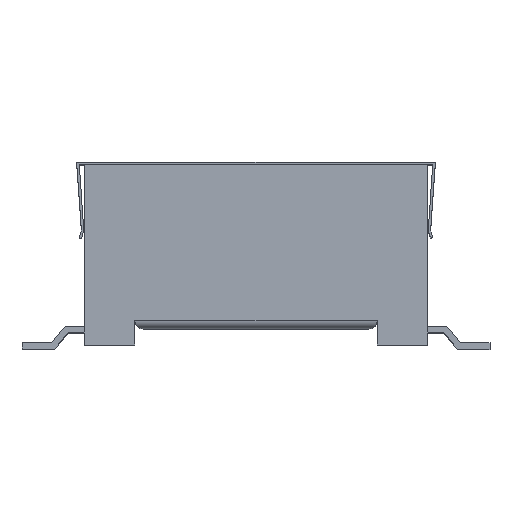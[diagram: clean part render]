
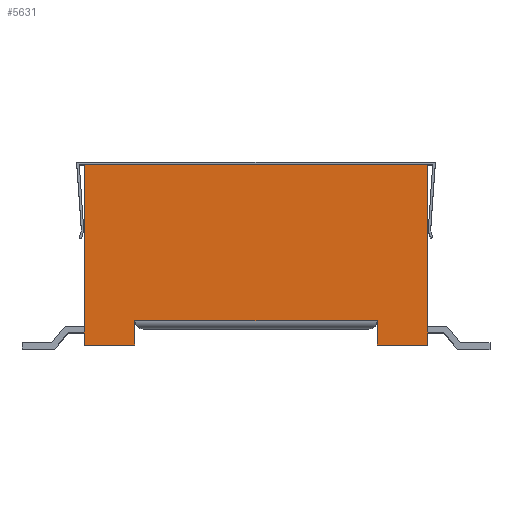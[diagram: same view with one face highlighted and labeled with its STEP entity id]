
A CAD part, top view. The second image highlights one B-rep face of the part: STEP entity #5631.
In plain terms, the highlighted planar face has unit normal (0, 0, 1).
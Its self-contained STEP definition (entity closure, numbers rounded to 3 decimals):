
#209 = VERTEX_POINT ( 'NONE', #332 ) ;
#210 = VECTOR ( 'NONE', #6769, 1000. ) ;
#332 = CARTESIAN_POINT ( 'NONE',  ( -7.425, 1.5, 10.285 ) ) ;
#358 = CARTESIAN_POINT ( 'NONE',  ( 10.5, 11.03, 10.285 ) ) ;
#433 = CARTESIAN_POINT ( 'NONE',  ( -10.5, 11.03, 10.285 ) ) ;
#502 = VECTOR ( 'NONE', #7417, 1000. ) ;
#561 = VECTOR ( 'NONE', #11194, 1000. ) ;
#587 = DIRECTION ( 'NONE',  ( -1., 0., 0. ) ) ;
#715 = LINE ( 'NONE', #10167, #10180 ) ;
#1039 = VECTOR ( 'NONE', #3853, 1000. ) ;
#1246 = CARTESIAN_POINT ( 'NONE',  ( -10.5, 11.03, 10.285 ) ) ;
#1692 = ORIENTED_EDGE ( 'NONE', *, *, #9766, .T. ) ;
#1837 = ORIENTED_EDGE ( 'NONE', *, *, #11192, .F. ) ;
#1887 = FACE_OUTER_BOUND ( 'NONE', #5965, .T. ) ;
#2069 = ORIENTED_EDGE ( 'NONE', *, *, #6547, .F. ) ;
#2112 = ORIENTED_EDGE ( 'NONE', *, *, #4788, .F. ) ;
#2191 = LINE ( 'NONE', #4136, #210 ) ;
#2573 = LINE ( 'NONE', #6117, #4127 ) ;
#2624 = VERTEX_POINT ( 'NONE', #8972 ) ;
#2837 = EDGE_CURVE ( 'NONE', #7267, #9512, #7004, .T. ) ;
#3047 = EDGE_CURVE ( 'NONE', #8617, #8258, #2191, .T. ) ;
#3631 = ORIENTED_EDGE ( 'NONE', *, *, #2837, .F. ) ;
#3816 = DIRECTION ( 'NONE',  ( 0., 0., -1. ) ) ;
#3853 = DIRECTION ( 'NONE',  ( 0., -1., 0. ) ) ;
#3881 = DIRECTION ( 'NONE',  ( 0., 1., 0. ) ) ;
#3965 = LINE ( 'NONE', #8252, #4161 ) ;
#4127 = VECTOR ( 'NONE', #11165, 1000. ) ;
#4136 = CARTESIAN_POINT ( 'NONE',  ( -10.5, 0., 10.285 ) ) ;
#4161 = VECTOR ( 'NONE', #587, 1000. ) ;
#4331 = CARTESIAN_POINT ( 'NONE',  ( 7.425, 0., 10.285 ) ) ;
#4435 = CARTESIAN_POINT ( 'NONE',  ( -10.5, 11.03, 10.285 ) ) ;
#4583 = EDGE_CURVE ( 'NONE', #8617, #209, #10006, .T. ) ;
#4788 = EDGE_CURVE ( 'NONE', #5202, #209, #3965, .T. ) ;
#4970 = CARTESIAN_POINT ( 'NONE',  ( 7.425, 1.5, 10.285 ) ) ;
#5202 = VERTEX_POINT ( 'NONE', #4970 ) ;
#5281 = CARTESIAN_POINT ( 'NONE',  ( 10.5, 11.03, 10.285 ) ) ;
#5578 = VERTEX_POINT ( 'NONE', #4331 ) ;
#5631 = ADVANCED_FACE ( 'NONE', ( #1887 ), #8923, .F. ) ;
#5639 = CARTESIAN_POINT ( 'NONE',  ( -7.425, 0., 10.285 ) ) ;
#5807 = DIRECTION ( 'NONE',  ( -1., 0., 0. ) ) ;
#5965 = EDGE_LOOP ( 'NONE', ( #6017, #2112, #1692, #2069, #1837, #3631, #10608, #9045 ) ) ;
#6017 = ORIENTED_EDGE ( 'NONE', *, *, #4583, .T. ) ;
#6117 = CARTESIAN_POINT ( 'NONE',  ( 7.425, 0., 10.285 ) ) ;
#6344 = CARTESIAN_POINT ( 'NONE',  ( -10.5, 0., 10.285 ) ) ;
#6547 = EDGE_CURVE ( 'NONE', #2624, #5578, #715, .T. ) ;
#6769 = DIRECTION ( 'NONE',  ( -1., 0., 0. ) ) ;
#6996 = EDGE_CURVE ( 'NONE', #8258, #7267, #9155, .T. ) ;
#7004 = LINE ( 'NONE', #5281, #561 ) ;
#7267 = VERTEX_POINT ( 'NONE', #4435 ) ;
#7303 = DIRECTION ( 'NONE',  ( -1., 0., 0. ) ) ;
#7417 = DIRECTION ( 'NONE',  ( 0., 1., 0. ) ) ;
#8012 = CARTESIAN_POINT ( 'NONE',  ( -7.425, 0., 10.285 ) ) ;
#8115 = VECTOR ( 'NONE', #3881, 1000. ) ;
#8194 = LINE ( 'NONE', #358, #1039 ) ;
#8252 = CARTESIAN_POINT ( 'NONE',  ( -10.5, 1.5, 10.285 ) ) ;
#8258 = VERTEX_POINT ( 'NONE', #6344 ) ;
#8617 = VERTEX_POINT ( 'NONE', #8012 ) ;
#8923 = PLANE ( 'NONE',  #9067 ) ;
#8972 = CARTESIAN_POINT ( 'NONE',  ( 10.5, 0., 10.285 ) ) ;
#9045 = ORIENTED_EDGE ( 'NONE', *, *, #3047, .F. ) ;
#9067 = AXIS2_PLACEMENT_3D ( 'NONE', #433, #3816, #7303 ) ;
#9155 = LINE ( 'NONE', #1246, #8115 ) ;
#9512 = VERTEX_POINT ( 'NONE', #9968 ) ;
#9766 = EDGE_CURVE ( 'NONE', #5202, #5578, #2573, .T. ) ;
#9968 = CARTESIAN_POINT ( 'NONE',  ( 10.5, 11.03, 10.285 ) ) ;
#10006 = LINE ( 'NONE', #5639, #502 ) ;
#10167 = CARTESIAN_POINT ( 'NONE',  ( -10.5, 0., 10.285 ) ) ;
#10180 = VECTOR ( 'NONE', #5807, 1000. ) ;
#10608 = ORIENTED_EDGE ( 'NONE', *, *, #6996, .F. ) ;
#11165 = DIRECTION ( 'NONE',  ( 0., -1., 0. ) ) ;
#11192 = EDGE_CURVE ( 'NONE', #9512, #2624, #8194, .T. ) ;
#11194 = DIRECTION ( 'NONE',  ( 1., 0., 0. ) ) ;
